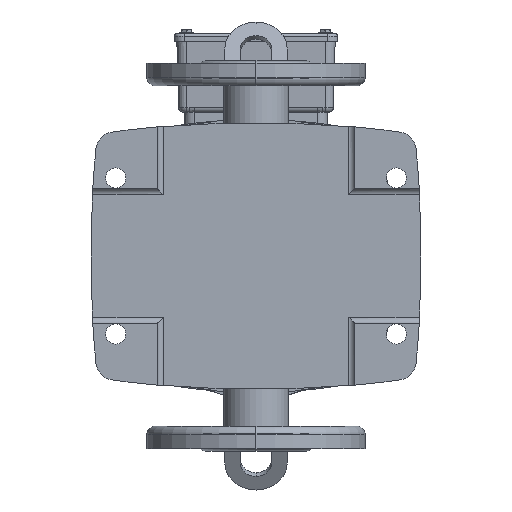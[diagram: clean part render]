
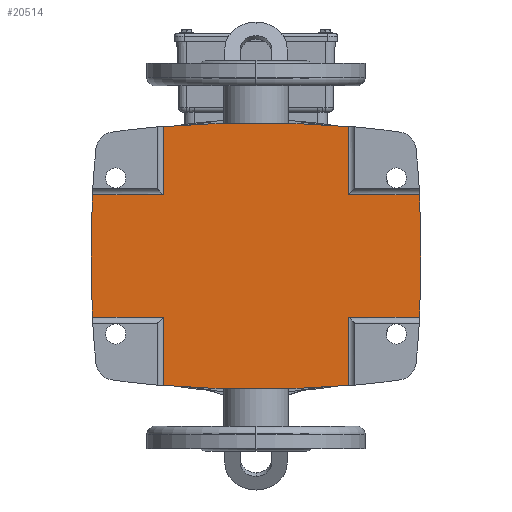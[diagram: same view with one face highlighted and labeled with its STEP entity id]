
A CAD part, front view. The second image highlights one B-rep face of the part: STEP entity #20514.
In plain terms, the highlighted planar face has unit normal (0, -1, 0).
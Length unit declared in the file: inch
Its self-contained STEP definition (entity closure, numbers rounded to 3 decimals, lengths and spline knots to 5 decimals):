
#383 = ORIENTED_EDGE ( 'NONE', *, *, #18234, .F. ) ;
#1192 = VERTEX_POINT ( 'NONE', #21029 ) ;
#1930 = EDGE_CURVE ( 'NONE', #13620, #31907, #24785, .T. ) ;
#2098 = EDGE_CURVE ( 'NONE', #12296, #28122, #4270, .T. ) ;
#2392 = DIRECTION ( 'NONE',  ( 1., 0., 0. ) ) ;
#3347 = DIRECTION ( 'NONE',  ( 1., 0., 0. ) ) ;
#3462 = EDGE_CURVE ( 'NONE', #28122, #21774, #24773, .T. ) ;
#3608 = ORIENTED_EDGE ( 'NONE', *, *, #13012, .F. ) ;
#3694 = PLANE ( 'NONE',  #9843 ) ;
#4270 = CIRCLE ( 'NONE', #31853, 27.26527 ) ;
#4796 = LINE ( 'NONE', #31609, #15296 ) ;
#5337 = ORIENTED_EDGE ( 'NONE', *, *, #32996, .T. ) ;
#5571 = DIRECTION ( 'NONE',  ( 0., -1., 0. ) ) ;
#6002 = EDGE_CURVE ( 'NONE', #29540, #22480, #18273, .T. ) ;
#6498 = CARTESIAN_POINT ( 'NONE',  ( -1.54265, 0.19685, -4.59646 ) ) ;
#7418 = DIRECTION ( 'NONE',  ( 0., 0., 1. ) ) ;
#7425 = DIRECTION ( 'NONE',  ( 0., 1., 0. ) ) ;
#7465 = DIRECTION ( 'NONE',  ( 1., 0., 0. ) ) ;
#7683 = CARTESIAN_POINT ( 'NONE',  ( -1.54265, 0.19685, 2.33625 ) ) ;
#8247 = AXIS2_PLACEMENT_3D ( 'NONE', #9985, #7425, #27022 ) ;
#8433 = DIRECTION ( 'NONE',  ( 0., 0., 1. ) ) ;
#8764 = DIRECTION ( 'NONE',  ( 0., 0., 1. ) ) ;
#8822 = CARTESIAN_POINT ( 'NONE',  ( 0., 0.19685, -23.10236 ) ) ;
#8965 = VECTOR ( 'NONE', #7418, 39.37008 ) ;
#9418 = AXIS2_PLACEMENT_3D ( 'NONE', #34285, #17227, #8764 ) ;
#9444 = ORIENTED_EDGE ( 'NONE', *, *, #17355, .T. ) ;
#9843 = AXIS2_PLACEMENT_3D ( 'NONE', #6498, #31313, #26099 ) ;
#9985 = CARTESIAN_POINT ( 'NONE',  ( 0., 0.19685, 23.10236 ) ) ;
#10086 = ORIENTED_EDGE ( 'NONE', *, *, #31265, .F. ) ;
#10808 = ORIENTED_EDGE ( 'NONE', *, *, #31363, .T. ) ;
#11615 = EDGE_CURVE ( 'NONE', #27233, #19230, #19078, .T. ) ;
#11643 = DIRECTION ( 'NONE',  ( 0., 0., 1. ) ) ;
#11870 = VERTEX_POINT ( 'NONE', #7683 ) ;
#12296 = VERTEX_POINT ( 'NONE', #12926 ) ;
#12865 = CARTESIAN_POINT ( 'NONE',  ( 1.54265, 0.19685, 4.11924 ) ) ;
#12926 = CARTESIAN_POINT ( 'NONE',  ( 0., 0.19685, -4.16291 ) ) ;
#13012 = EDGE_CURVE ( 'NONE', #1192, #16062, #15854, .T. ) ;
#13101 = CARTESIAN_POINT ( 'NONE',  ( 1.54265, 0.19685, -2.33625 ) ) ;
#13236 = VECTOR ( 'NONE', #2392, 39.37008 ) ;
#13620 = VERTEX_POINT ( 'NONE', #29275 ) ;
#13907 = ORIENTED_EDGE ( 'NONE', *, *, #28188, .T. ) ;
#14120 = ORIENTED_EDGE ( 'NONE', *, *, #21299, .F. ) ;
#14357 = CARTESIAN_POINT ( 'NONE',  ( -4.59646, 0.19685, -2.33625 ) ) ;
#15296 = VECTOR ( 'NONE', #31963, 39.37008 ) ;
#15614 = AXIS2_PLACEMENT_3D ( 'NONE', #8822, #25852, #11643 ) ;
#15655 = CARTESIAN_POINT ( 'NONE',  ( -1.54265, 0.19685, -4.11924 ) ) ;
#15705 = LINE ( 'NONE', #24268, #29691 ) ;
#15854 = CIRCLE ( 'NONE', #9418, 26.47079 ) ;
#16062 = VERTEX_POINT ( 'NONE', #21971 ) ;
#16754 = VERTEX_POINT ( 'NONE', #20545 ) ;
#16756 = LINE ( 'NONE', #22368, #13236 ) ;
#16757 = LINE ( 'NONE', #30796, #32483 ) ;
#16960 = CARTESIAN_POINT ( 'NONE',  ( 23.10315, 0.19685, 0. ) ) ;
#17227 = DIRECTION ( 'NONE',  ( 0., 1., 0. ) ) ;
#17355 = EDGE_CURVE ( 'NONE', #22480, #16062, #4796, .T. ) ;
#17965 = FACE_OUTER_BOUND ( 'NONE', #35636, .T. ) ;
#18234 = EDGE_CURVE ( 'NONE', #19399, #11870, #15705, .T. ) ;
#18273 = LINE ( 'NONE', #30849, #35277 ) ;
#19078 = LINE ( 'NONE', #29099, #34322 ) ;
#19230 = VERTEX_POINT ( 'NONE', #12865 ) ;
#19399 = VERTEX_POINT ( 'NONE', #22301 ) ;
#19428 = EDGE_CURVE ( 'NONE', #11870, #31907, #16757, .T. ) ;
#19501 = CARTESIAN_POINT ( 'NONE',  ( 1.54265, 0.19685, -4.11924 ) ) ;
#19653 = DIRECTION ( 'NONE',  ( 0., 0., 1. ) ) ;
#20514 = ADVANCED_FACE ( 'NONE', ( #17965 ), #3694, .F. ) ;
#20545 = CARTESIAN_POINT ( 'NONE',  ( -3.26434, 0.19685, -2.33625 ) ) ;
#20639 = AXIS2_PLACEMENT_3D ( 'NONE', #21479, #21610, #29531 ) ;
#20761 = CARTESIAN_POINT ( 'NONE',  ( -1.54265, 0.19685, -2.33625 ) ) ;
#20894 = CARTESIAN_POINT ( 'NONE',  ( 0., 0.19685, 23.10236 ) ) ;
#21029 = CARTESIAN_POINT ( 'NONE',  ( 3.26434, 0.19685, 2.33625 ) ) ;
#21299 = EDGE_CURVE ( 'NONE', #29540, #12296, #21465, .T. ) ;
#21465 = CIRCLE ( 'NONE', #8247, 27.26527 ) ;
#21479 = CARTESIAN_POINT ( 'NONE',  ( 0., 0.19685, -23.10236 ) ) ;
#21517 = DIRECTION ( 'NONE',  ( 0., 1., 0. ) ) ;
#21610 = DIRECTION ( 'NONE',  ( 0., -1., 0. ) ) ;
#21774 = VERTEX_POINT ( 'NONE', #20761 ) ;
#21971 = CARTESIAN_POINT ( 'NONE',  ( 3.26434, 0.19685, -2.33625 ) ) ;
#22301 = CARTESIAN_POINT ( 'NONE',  ( -3.26434, 0.19685, 2.33625 ) ) ;
#22368 = CARTESIAN_POINT ( 'NONE',  ( -4.59646, 0.19685, 2.33625 ) ) ;
#22480 = VERTEX_POINT ( 'NONE', #13101 ) ;
#23459 = ORIENTED_EDGE ( 'NONE', *, *, #11615, .T. ) ;
#24268 = CARTESIAN_POINT ( 'NONE',  ( -4.59646, 0.19685, 2.33625 ) ) ;
#24773 = LINE ( 'NONE', #29580, #8965 ) ;
#24785 = CIRCLE ( 'NONE', #20639, 27.26527 ) ;
#24881 = CIRCLE ( 'NONE', #28147, 26.47079 ) ;
#25259 = ORIENTED_EDGE ( 'NONE', *, *, #2098, .F. ) ;
#25852 = DIRECTION ( 'NONE',  ( 0., -1., 0. ) ) ;
#26099 = DIRECTION ( 'NONE',  ( 0., 0., 1. ) ) ;
#27022 = DIRECTION ( 'NONE',  ( 0., 0., 1. ) ) ;
#27233 = VERTEX_POINT ( 'NONE', #29319 ) ;
#28122 = VERTEX_POINT ( 'NONE', #15655 ) ;
#28147 = AXIS2_PLACEMENT_3D ( 'NONE', #16960, #5571, #19653 ) ;
#28188 = EDGE_CURVE ( 'NONE', #19399, #16754, #24881, .T. ) ;
#29099 = CARTESIAN_POINT ( 'NONE',  ( 1.54265, 0.19685, -4.59646 ) ) ;
#29275 = CARTESIAN_POINT ( 'NONE',  ( 0., 0.19685, 4.16291 ) ) ;
#29319 = CARTESIAN_POINT ( 'NONE',  ( 1.54265, 0.19685, 2.33625 ) ) ;
#29531 = DIRECTION ( 'NONE',  ( 0., 0., 1. ) ) ;
#29540 = VERTEX_POINT ( 'NONE', #19501 ) ;
#29580 = CARTESIAN_POINT ( 'NONE',  ( -1.54265, 0.19685, -4.59646 ) ) ;
#29665 = CIRCLE ( 'NONE', #15614, 27.26527 ) ;
#29691 = VECTOR ( 'NONE', #7465, 39.37008 ) ;
#29867 = VECTOR ( 'NONE', #3347, 39.37008 ) ;
#30220 = ORIENTED_EDGE ( 'NONE', *, *, #19428, .F. ) ;
#30796 = CARTESIAN_POINT ( 'NONE',  ( -1.54265, 0.19685, -4.59646 ) ) ;
#30849 = CARTESIAN_POINT ( 'NONE',  ( 1.54265, 0.19685, -4.59646 ) ) ;
#31265 = EDGE_CURVE ( 'NONE', #27233, #1192, #16756, .T. ) ;
#31313 = DIRECTION ( 'NONE',  ( 0., 1., 0. ) ) ;
#31363 = EDGE_CURVE ( 'NONE', #16754, #21774, #33757, .T. ) ;
#31520 = DIRECTION ( 'NONE',  ( 0., 0., 1. ) ) ;
#31609 = CARTESIAN_POINT ( 'NONE',  ( -4.59646, 0.19685, -2.33625 ) ) ;
#31853 = AXIS2_PLACEMENT_3D ( 'NONE', #20894, #21517, #31974 ) ;
#31907 = VERTEX_POINT ( 'NONE', #33390 ) ;
#31963 = DIRECTION ( 'NONE',  ( 1., 0., 0. ) ) ;
#31974 = DIRECTION ( 'NONE',  ( 0., 0., 1. ) ) ;
#32483 = VECTOR ( 'NONE', #8433, 39.37008 ) ;
#32996 = EDGE_CURVE ( 'NONE', #19230, #13620, #29665, .T. ) ;
#33065 = ORIENTED_EDGE ( 'NONE', *, *, #3462, .F. ) ;
#33177 = ORIENTED_EDGE ( 'NONE', *, *, #1930, .T. ) ;
#33390 = CARTESIAN_POINT ( 'NONE',  ( -1.54265, 0.19685, 4.11924 ) ) ;
#33544 = DIRECTION ( 'NONE',  ( 0., 0., 1. ) ) ;
#33757 = LINE ( 'NONE', #14357, #29867 ) ;
#34285 = CARTESIAN_POINT ( 'NONE',  ( -23.10315, 0.19685, 0. ) ) ;
#34322 = VECTOR ( 'NONE', #31520, 39.37008 ) ;
#35277 = VECTOR ( 'NONE', #33544, 39.37008 ) ;
#35636 = EDGE_LOOP ( 'NONE', ( #30220, #383, #13907, #10808, #33065, #25259, #14120, #36115, #9444, #3608, #10086, #23459, #5337, #33177 ) ) ;
#36115 = ORIENTED_EDGE ( 'NONE', *, *, #6002, .T. ) ;
